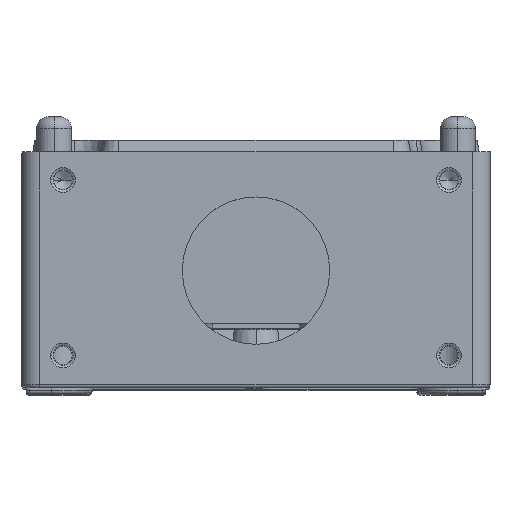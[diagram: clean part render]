
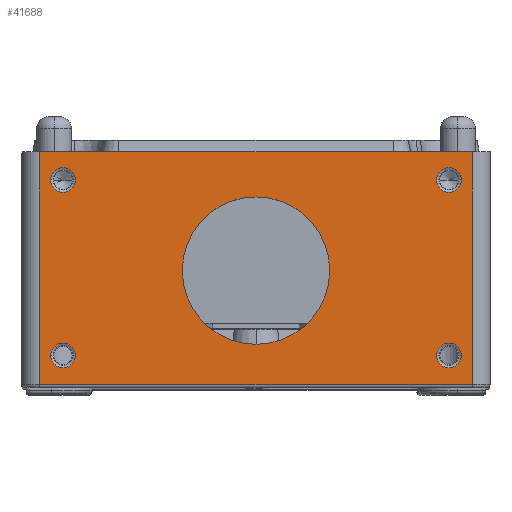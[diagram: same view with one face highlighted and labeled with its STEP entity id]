
A CAD part, top view. The second image highlights one B-rep face of the part: STEP entity #41688.
In plain terms, the highlighted planar face has unit normal (0, 0, 1).
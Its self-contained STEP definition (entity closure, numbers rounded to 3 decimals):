
#1673 = CARTESIAN_POINT ( 'NONE',  ( 33., 35.5, 92.5 ) ) ;
#1743 = FACE_BOUND ( 'NONE', #48698, .T. ) ;
#1744 = DIRECTION ( 'NONE',  ( 0., 1., 0. ) ) ;
#2001 = EDGE_LOOP ( 'NONE', ( #57541, #59651, #11842, #17848 ) ) ;
#2518 = VECTOR ( 'NONE', #41263, 1000. ) ;
#3396 = AXIS2_PLACEMENT_3D ( 'NONE', #59803, #16594, #59997 ) ;
#4024 = FACE_BOUND ( 'NONE', #48589, .T. ) ;
#4223 = ORIENTED_EDGE ( 'NONE', *, *, #22222, .F. ) ;
#4224 = AXIS2_PLACEMENT_3D ( 'NONE', #50808, #26546, #27357 ) ;
#4442 = CIRCLE ( 'NONE', #19458, 12.6 ) ;
#5081 = DIRECTION ( 'NONE',  ( 1., 0., 0. ) ) ;
#5096 = CIRCLE ( 'NONE', #42428, 2.1 ) ;
#6134 = DIRECTION ( 'NONE',  ( 0., 0., 1. ) ) ;
#6419 = AXIS2_PLACEMENT_3D ( 'NONE', #18706, #52724, #57627 ) ;
#7289 = CARTESIAN_POINT ( 'NONE',  ( -40., 40.3, 92.5 ) ) ;
#7419 = AXIS2_PLACEMENT_3D ( 'NONE', #46097, #13771, #30105 ) ;
#8475 = ORIENTED_EDGE ( 'NONE', *, *, #22963, .F. ) ;
#10516 = VERTEX_POINT ( 'NONE', #14055 ) ;
#10586 = CIRCLE ( 'NONE', #47492, 2.1 ) ;
#10800 = CARTESIAN_POINT ( 'NONE',  ( 0., 20., 92.5 ) ) ;
#11119 = ORIENTED_EDGE ( 'NONE', *, *, #39215, .F. ) ;
#11140 = EDGE_CURVE ( 'NONE', #41942, #49276, #5096, .T. ) ;
#11435 = DIRECTION ( 'NONE',  ( -1., 0., 0. ) ) ;
#11842 = ORIENTED_EDGE ( 'NONE', *, *, #26603, .F. ) ;
#12513 = DIRECTION ( 'NONE',  ( 1., 0., 0. ) ) ;
#12755 = VERTEX_POINT ( 'NONE', #34599 ) ;
#13771 = DIRECTION ( 'NONE',  ( 0., 0., 1. ) ) ;
#13856 = LINE ( 'NONE', #7289, #2518 ) ;
#14055 = CARTESIAN_POINT ( 'NONE',  ( -35.1, 35.5, 92.5 ) ) ;
#14250 = AXIS2_PLACEMENT_3D ( 'NONE', #60976, #51368, #62201 ) ;
#15106 = AXIS2_PLACEMENT_3D ( 'NONE', #56724, #41589, #12513 ) ;
#15337 = ORIENTED_EDGE ( 'NONE', *, *, #47409, .F. ) ;
#15525 = ORIENTED_EDGE ( 'NONE', *, *, #29628, .F. ) ;
#15606 = VERTEX_POINT ( 'NONE', #26587 ) ;
#16107 = CARTESIAN_POINT ( 'NONE',  ( -33., 35.5, 92.5 ) ) ;
#16594 = DIRECTION ( 'NONE',  ( 0., 0., 1. ) ) ;
#16675 = DIRECTION ( 'NONE',  ( 0., -1., 0. ) ) ;
#17778 = CARTESIAN_POINT ( 'NONE',  ( -40., 0.5, 92.5 ) ) ;
#17848 = ORIENTED_EDGE ( 'NONE', *, *, #53538, .T. ) ;
#17924 = VERTEX_POINT ( 'NONE', #18120 ) ;
#18096 = VERTEX_POINT ( 'NONE', #47466 ) ;
#18120 = CARTESIAN_POINT ( 'NONE',  ( 37., 0.5, 92.5 ) ) ;
#18706 = CARTESIAN_POINT ( 'NONE',  ( -40., 40.3, 92.5 ) ) ;
#19458 = AXIS2_PLACEMENT_3D ( 'NONE', #10800, #30100, #19673 ) ;
#19673 = DIRECTION ( 'NONE',  ( 1., 0., 0. ) ) ;
#19941 = CARTESIAN_POINT ( 'NONE',  ( -33., 5.5, 92.5 ) ) ;
#19999 = EDGE_CURVE ( 'NONE', #49276, #41942, #62843, .T. ) ;
#20037 = DIRECTION ( 'NONE',  ( 0., 0., 1. ) ) ;
#20409 = AXIS2_PLACEMENT_3D ( 'NONE', #1673, #40762, #11435 ) ;
#20655 = FACE_OUTER_BOUND ( 'NONE', #2001, .T. ) ;
#22222 = EDGE_CURVE ( 'NONE', #42823, #48800, #45679, .T. ) ;
#22516 = EDGE_CURVE ( 'NONE', #59462, #31199, #26632, .T. ) ;
#22951 = FACE_BOUND ( 'NONE', #42691, .T. ) ;
#22963 = EDGE_CURVE ( 'NONE', #12755, #10516, #53240, .T. ) ;
#23537 = CIRCLE ( 'NONE', #14250, 2.1 ) ;
#24169 = VECTOR ( 'NONE', #16675, 1000. ) ;
#24623 = CARTESIAN_POINT ( 'NONE',  ( 30.9, 5.5, 92.5 ) ) ;
#26546 = DIRECTION ( 'NONE',  ( 0., 0., 1. ) ) ;
#26587 = CARTESIAN_POINT ( 'NONE',  ( -37., 40.3, 92.5 ) ) ;
#26603 = EDGE_CURVE ( 'NONE', #15606, #57031, #13856, .T. ) ;
#26632 = CIRCLE ( 'NONE', #7419, 2.1 ) ;
#27288 = DIRECTION ( 'NONE',  ( 1., 0., 0. ) ) ;
#27357 = DIRECTION ( 'NONE',  ( 1., 0., 0. ) ) ;
#27919 = CARTESIAN_POINT ( 'NONE',  ( 37., 40.3, 92.5 ) ) ;
#28213 = VECTOR ( 'NONE', #1744, 1000. ) ;
#28655 = EDGE_CURVE ( 'NONE', #18096, #17924, #50228, .T. ) ;
#29242 = CARTESIAN_POINT ( 'NONE',  ( 35.1, 35.5, 92.5 ) ) ;
#29488 = DIRECTION ( 'NONE',  ( 0., 0., 1. ) ) ;
#29628 = EDGE_CURVE ( 'NONE', #10516, #12755, #10586, .T. ) ;
#30100 = DIRECTION ( 'NONE',  ( 0., 0., 1. ) ) ;
#30105 = DIRECTION ( 'NONE',  ( -1., 0., 0. ) ) ;
#31199 = VERTEX_POINT ( 'NONE', #24623 ) ;
#31283 = VERTEX_POINT ( 'NONE', #54642 ) ;
#33596 = FACE_BOUND ( 'NONE', #34747, .T. ) ;
#34507 = ORIENTED_EDGE ( 'NONE', *, *, #44889, .F. ) ;
#34539 = CARTESIAN_POINT ( 'NONE',  ( 35.1, 5.5, 92.5 ) ) ;
#34599 = CARTESIAN_POINT ( 'NONE',  ( -30.9, 35.5, 92.5 ) ) ;
#34747 = EDGE_LOOP ( 'NONE', ( #42751, #34507 ) ) ;
#35324 = VERTEX_POINT ( 'NONE', #49072 ) ;
#36218 = CARTESIAN_POINT ( 'NONE',  ( -37., 40.3, 92.5 ) ) ;
#36523 = ORIENTED_EDGE ( 'NONE', *, *, #11140, .F. ) ;
#38447 = ORIENTED_EDGE ( 'NONE', *, *, #22516, .F. ) ;
#38662 = PLANE ( 'NONE',  #6419 ) ;
#39190 = CARTESIAN_POINT ( 'NONE',  ( -33., 5.5, 92.5 ) ) ;
#39215 = EDGE_CURVE ( 'NONE', #48800, #42823, #61104, .T. ) ;
#39264 = EDGE_CURVE ( 'NONE', #35324, #31283, #48098, .T. ) ;
#40762 = DIRECTION ( 'NONE',  ( 0., 0., 1. ) ) ;
#41263 = DIRECTION ( 'NONE',  ( 1., 0., 0. ) ) ;
#41589 = DIRECTION ( 'NONE',  ( 0., 0., 1. ) ) ;
#41688 = ADVANCED_FACE ( 'NONE', ( #33596, #1743, #22951, #4024, #58755, #20655 ), #38662, .F. ) ;
#41942 = VERTEX_POINT ( 'NONE', #56134 ) ;
#42428 = AXIS2_PLACEMENT_3D ( 'NONE', #19941, #29488, #5081 ) ;
#42691 = EDGE_LOOP ( 'NONE', ( #38447, #15337 ) ) ;
#42751 = ORIENTED_EDGE ( 'NONE', *, *, #39264, .F. ) ;
#42823 = VERTEX_POINT ( 'NONE', #54015 ) ;
#44889 = EDGE_CURVE ( 'NONE', #31283, #35324, #4442, .T. ) ;
#45214 = AXIS2_PLACEMENT_3D ( 'NONE', #39190, #20037, #53866 ) ;
#45238 = DIRECTION ( 'NONE',  ( 1., 0., 0. ) ) ;
#45679 = CIRCLE ( 'NONE', #20409, 2.1 ) ;
#45967 = EDGE_CURVE ( 'NONE', #17924, #57031, #48795, .T. ) ;
#46097 = CARTESIAN_POINT ( 'NONE',  ( 33., 5.5, 92.5 ) ) ;
#47409 = EDGE_CURVE ( 'NONE', #31199, #59462, #23537, .T. ) ;
#47466 = CARTESIAN_POINT ( 'NONE',  ( -37., 0.5, 92.5 ) ) ;
#47492 = AXIS2_PLACEMENT_3D ( 'NONE', #16107, #6134, #45238 ) ;
#48098 = CIRCLE ( 'NONE', #4224, 12.6 ) ;
#48589 = EDGE_LOOP ( 'NONE', ( #58269, #36523 ) ) ;
#48698 = EDGE_LOOP ( 'NONE', ( #11119, #4223 ) ) ;
#48795 = LINE ( 'NONE', #50387, #28213 ) ;
#48800 = VERTEX_POINT ( 'NONE', #29242 ) ;
#49072 = CARTESIAN_POINT ( 'NONE',  ( 12.6, 20., 92.5 ) ) ;
#49276 = VERTEX_POINT ( 'NONE', #53813 ) ;
#49652 = EDGE_LOOP ( 'NONE', ( #8475, #15525 ) ) ;
#50228 = LINE ( 'NONE', #17778, #54842 ) ;
#50387 = CARTESIAN_POINT ( 'NONE',  ( 37., 40.3, 92.5 ) ) ;
#50808 = CARTESIAN_POINT ( 'NONE',  ( 0., 20., 92.5 ) ) ;
#51368 = DIRECTION ( 'NONE',  ( 0., 0., 1. ) ) ;
#52724 = DIRECTION ( 'NONE',  ( 0., 0., -1. ) ) ;
#53240 = CIRCLE ( 'NONE', #15106, 2.1 ) ;
#53538 = EDGE_CURVE ( 'NONE', #15606, #18096, #62215, .T. ) ;
#53813 = CARTESIAN_POINT ( 'NONE',  ( -30.9, 5.5, 92.5 ) ) ;
#53866 = DIRECTION ( 'NONE',  ( 1., 0., 0. ) ) ;
#54015 = CARTESIAN_POINT ( 'NONE',  ( 30.9, 35.5, 92.5 ) ) ;
#54642 = CARTESIAN_POINT ( 'NONE',  ( -12.6, 20., 92.5 ) ) ;
#54842 = VECTOR ( 'NONE', #27288, 1000. ) ;
#56134 = CARTESIAN_POINT ( 'NONE',  ( -35.1, 5.5, 92.5 ) ) ;
#56724 = CARTESIAN_POINT ( 'NONE',  ( -33., 35.5, 92.5 ) ) ;
#57031 = VERTEX_POINT ( 'NONE', #27919 ) ;
#57541 = ORIENTED_EDGE ( 'NONE', *, *, #28655, .T. ) ;
#57627 = DIRECTION ( 'NONE',  ( -1., 0., 0. ) ) ;
#58269 = ORIENTED_EDGE ( 'NONE', *, *, #19999, .F. ) ;
#58755 = FACE_BOUND ( 'NONE', #49652, .T. ) ;
#59462 = VERTEX_POINT ( 'NONE', #34539 ) ;
#59651 = ORIENTED_EDGE ( 'NONE', *, *, #45967, .T. ) ;
#59803 = CARTESIAN_POINT ( 'NONE',  ( 33., 35.5, 92.5 ) ) ;
#59997 = DIRECTION ( 'NONE',  ( -1., 0., 0. ) ) ;
#60976 = CARTESIAN_POINT ( 'NONE',  ( 33., 5.5, 92.5 ) ) ;
#61104 = CIRCLE ( 'NONE', #3396, 2.1 ) ;
#62201 = DIRECTION ( 'NONE',  ( -1., 0., 0. ) ) ;
#62215 = LINE ( 'NONE', #36218, #24169 ) ;
#62843 = CIRCLE ( 'NONE', #45214, 2.1 ) ;
